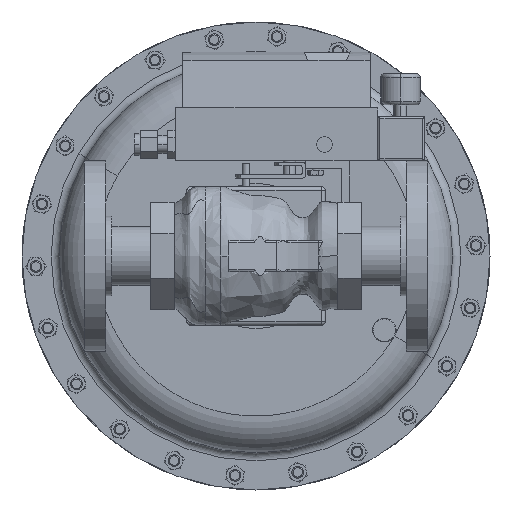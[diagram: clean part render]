
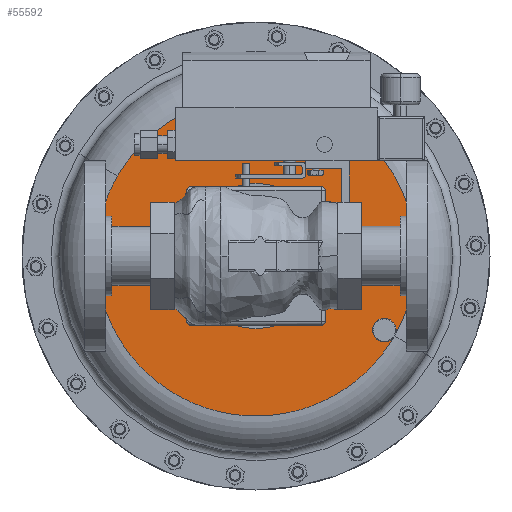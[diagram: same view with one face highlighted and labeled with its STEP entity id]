
A CAD part, front view. The second image highlights one B-rep face of the part: STEP entity #55592.
In plain terms, the highlighted planar face has unit normal (0, -1, 0).
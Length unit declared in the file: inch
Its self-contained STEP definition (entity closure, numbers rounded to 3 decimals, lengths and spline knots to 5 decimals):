
#665 = DIRECTION ( 'NONE',  ( 0., 1., 0. ) ) ;
#826 = ORIENTED_EDGE ( 'NONE', *, *, #29732, .F. ) ;
#2063 = CARTESIAN_POINT ( 'NONE',  ( 3.78886, 8.918, -2.1875 ) ) ;
#3291 = AXIS2_PLACEMENT_3D ( 'NONE', #37302, #9607, #41927 ) ;
#7594 = DIRECTION ( 'NONE',  ( 0., 1., 0. ) ) ;
#7899 = AXIS2_PLACEMENT_3D ( 'NONE', #48918, #53572, #25881 ) ;
#9607 = DIRECTION ( 'NONE',  ( 0., 1., 0. ) ) ;
#9614 = AXIS2_PLACEMENT_3D ( 'NONE', #28329, #665, #32977 ) ;
#9669 = FACE_BOUND ( 'NONE', #44796, .T. ) ;
#12769 = EDGE_CURVE ( 'NONE', #24207, #45160, #46719, .T. ) ;
#12967 = ORIENTED_EDGE ( 'NONE', *, *, #32594, .T. ) ;
#16463 = CARTESIAN_POINT ( 'NONE',  ( 0., 8.918, 0. ) ) ;
#18000 = AXIS2_PLACEMENT_3D ( 'NONE', #24326, #56698, #28982 ) ;
#18105 = CIRCLE ( 'NONE', #18000, 0.375 ) ;
#18218 = CARTESIAN_POINT ( 'NONE',  ( -4.43838, 8.918, 2.5625 ) ) ;
#18299 = DIRECTION ( 'NONE',  ( 0., 1., 0. ) ) ;
#18473 = VERTEX_POINT ( 'NONE', #18218 ) ;
#20693 = CIRCLE ( 'NONE', #57043, 5.125 ) ;
#21115 = DIRECTION ( 'NONE',  ( 0.866, 0., -0.5 ) ) ;
#22637 = EDGE_CURVE ( 'NONE', #18473, #59096, #44752, .T. ) ;
#24207 = VERTEX_POINT ( 'NONE', #59067 ) ;
#24326 = CARTESIAN_POINT ( 'NONE',  ( 4.11362, 8.918, -2.375 ) ) ;
#25881 = DIRECTION ( 'NONE',  ( -0.866, 0., 0.5 ) ) ;
#26290 = FACE_OUTER_BOUND ( 'NONE', #41885, .T. ) ;
#28329 = CARTESIAN_POINT ( 'NONE',  ( 0., 8.918, 0. ) ) ;
#28982 = DIRECTION ( 'NONE',  ( 0.866, 0., -0.5 ) ) ;
#29150 = ORIENTED_EDGE ( 'NONE', *, *, #22637, .F. ) ;
#29732 = EDGE_CURVE ( 'NONE', #59096, #18473, #20693, .T. ) ;
#29869 = CIRCLE ( 'NONE', #3291, 2.325 ) ;
#32594 = EDGE_CURVE ( 'NONE', #45160, #24207, #29869, .T. ) ;
#32977 = DIRECTION ( 'NONE',  ( 0., 0., -1. ) ) ;
#35292 = CARTESIAN_POINT ( 'NONE',  ( 4.11362, 8.918, -2.375 ) ) ;
#36443 = EDGE_CURVE ( 'NONE', #59096, #46189, #18105, .T. ) ;
#37302 = CARTESIAN_POINT ( 'NONE',  ( 0., 8.918, 0. ) ) ;
#39351 = CIRCLE ( 'NONE', #40061, 0.375 ) ;
#39929 = DIRECTION ( 'NONE',  ( 0.866, 0., -0.5 ) ) ;
#40061 = AXIS2_PLACEMENT_3D ( 'NONE', #35292, #7594, #39929 ) ;
#41885 = EDGE_LOOP ( 'NONE', ( #826, #54751, #57605, #29150 ) ) ;
#41927 = DIRECTION ( 'NONE',  ( 0., 0., -1. ) ) ;
#44276 = PLANE ( 'NONE',  #7899 ) ;
#44752 = CIRCLE ( 'NONE', #49046, 5.125 ) ;
#44796 = EDGE_LOOP ( 'NONE', ( #12967, #55600 ) ) ;
#45160 = VERTEX_POINT ( 'NONE', #57976 ) ;
#46006 = CARTESIAN_POINT ( 'NONE',  ( 0., 8.918, 0. ) ) ;
#46189 = VERTEX_POINT ( 'NONE', #2063 ) ;
#46719 = CIRCLE ( 'NONE', #9614, 2.325 ) ;
#46926 = EDGE_CURVE ( 'NONE', #46189, #59096, #39351, .T. ) ;
#48800 = DIRECTION ( 'NONE',  ( 0., 1., 0. ) ) ;
#48918 = CARTESIAN_POINT ( 'NONE',  ( -2.5625, 8.918, -4.43838 ) ) ;
#49046 = AXIS2_PLACEMENT_3D ( 'NONE', #16463, #48800, #21115 ) ;
#50638 = DIRECTION ( 'NONE',  ( 0.866, 0., -0.5 ) ) ;
#53572 = DIRECTION ( 'NONE',  ( 0., -1., 0. ) ) ;
#54667 = CARTESIAN_POINT ( 'NONE',  ( 4.43838, 8.918, -2.5625 ) ) ;
#54751 = ORIENTED_EDGE ( 'NONE', *, *, #36443, .T. ) ;
#55592 = ADVANCED_FACE ( 'NONE', ( #9669, #26290 ), #44276, .T. ) ;
#55600 = ORIENTED_EDGE ( 'NONE', *, *, #12769, .T. ) ;
#56698 = DIRECTION ( 'NONE',  ( 0., 1., 0. ) ) ;
#57043 = AXIS2_PLACEMENT_3D ( 'NONE', #46006, #18299, #50638 ) ;
#57605 = ORIENTED_EDGE ( 'NONE', *, *, #46926, .T. ) ;
#57976 = CARTESIAN_POINT ( 'NONE',  ( 0., 8.918, -2.325 ) ) ;
#59067 = CARTESIAN_POINT ( 'NONE',  ( 0., 8.918, 2.325 ) ) ;
#59096 = VERTEX_POINT ( 'NONE', #54667 ) ;
